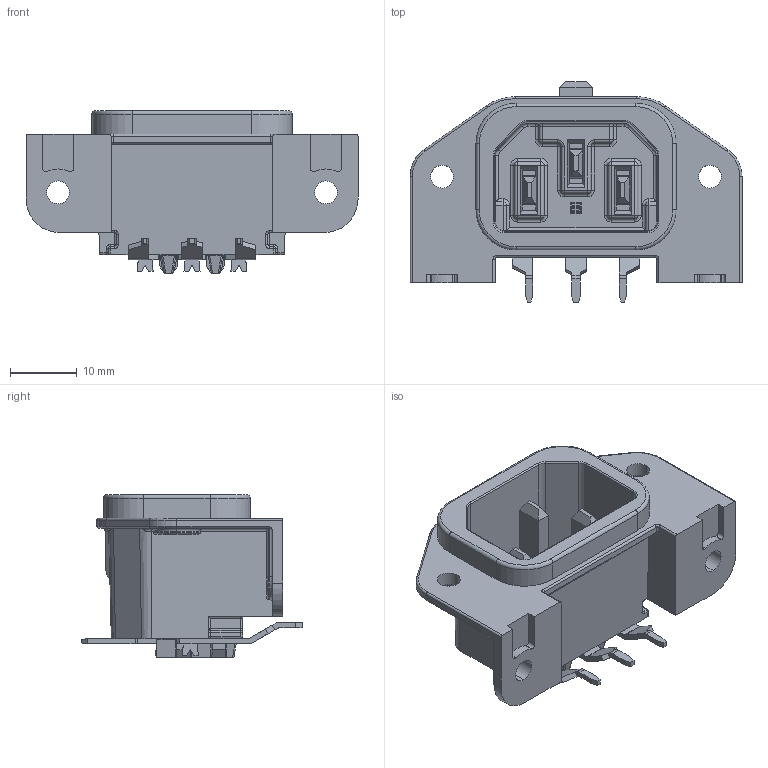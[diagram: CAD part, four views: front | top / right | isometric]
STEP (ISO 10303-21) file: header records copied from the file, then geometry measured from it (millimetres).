
FILE_DESCRIPTION (( 'STEP AP214' ), '1' );
FILE_NAME ('0100.2040_03.STEP', '2011-11-15T10:16:59', ( 'AnwenderIn' ), ( 'SCHURTER AG' ), 'SwSTEP 2.0', 'SolidWorks 2008', '' );
FILE_SCHEMA (( 'AUTOMOTIVE_DESIGN' ));
Length unit declared in the file: millimetre
Products named in the file (1): 0100.2040_03
Bounding box: 49.6 x 33.01 x 24.3 mm (x, y, z)
Volume: 6907.8 mm3; surface area: 8521 mm2
Topology: 1 solids, 1 shells, 821 faces, 2127 edges, 1311 vertices
Faces by surface type: plane 426, cylinder 248, torus 83, bspline 29, cone 24, sphere 11
Entity records: 25231 total; most frequent: CARTESIAN_POINT 5427, ORIENTED_EDGE 4232, DIRECTION 4058, EDGE_CURVE 2116, VECTOR 1422, LINE 1422, AXIS2_PLACEMENT_3D 1318, VERTEX_POINT 1309
